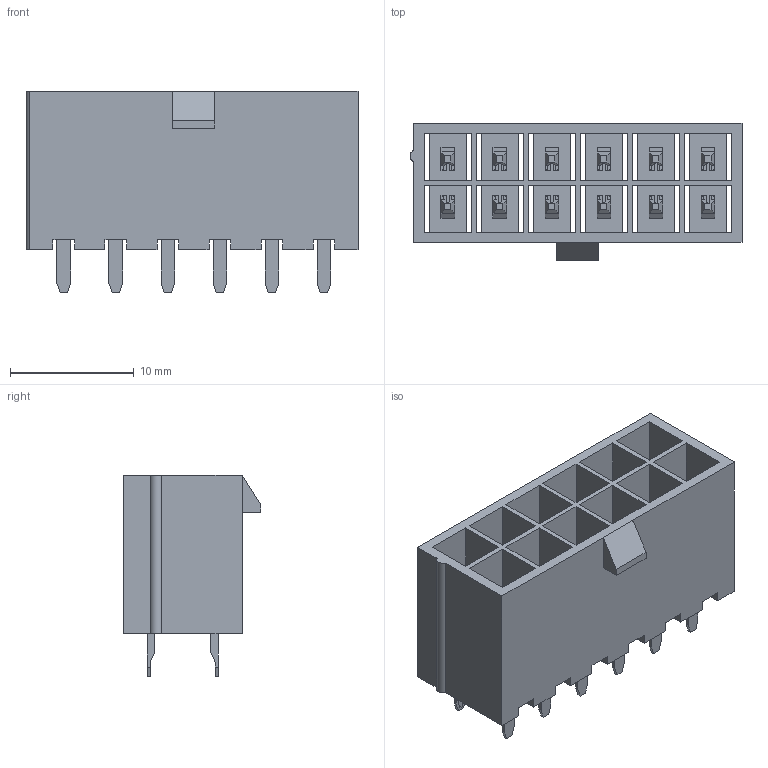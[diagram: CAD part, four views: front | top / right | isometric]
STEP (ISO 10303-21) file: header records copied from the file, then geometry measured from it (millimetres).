
FILE_DESCRIPTION( ( 'Unknown' ), '1' );
FILE_NAME( '64901221122.stp', 'Unknown', ( 'Unknown' ), ( 'Unknown' ), 'PSStep 14.0', 'Unknown', ' ' );
FILE_SCHEMA( ( 'AUTOMOTIVE_DESIGN { 1 0 10303 214 1 1 1 1 }' ) );
Length unit declared in the file: millimetre
Products named in the file (3): Assem1; 6490xx21122_PIN; 64901221122
Assembly tree (13 placements, depth 2):
  Assem1
    6490xx21122_PIN  x12
    64901221122
Bounding box: 26.8 x 11.1 x 16.3 mm (x, y, z)
Volume: 1466.1 mm3; surface area: 4819.8 mm2
Topology: 13 solids, 13 shells, 1225 faces, 3607 edges, 2372 vertices
Faces by surface type: plane 888, cylinder 337
Entity records: 15843 total; most frequent: ORIENTED_EDGE 2330, CARTESIAN_POINT 2312, DIRECTION 1985, EDGE_CURVE 1165, LINE 1107, VECTOR 1107, VERTEX_POINT 766, AXIS2_PLACEMENT_3D 439
